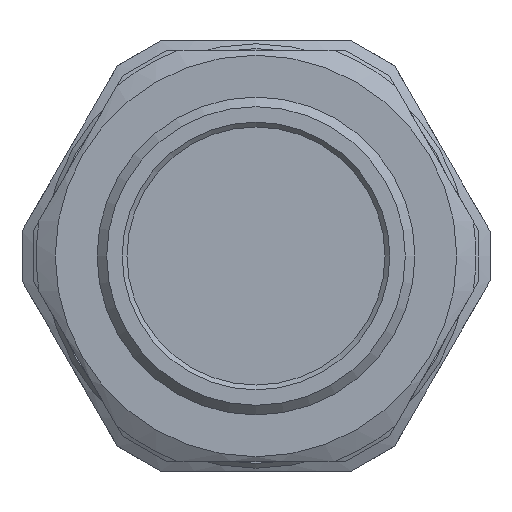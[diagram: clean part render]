
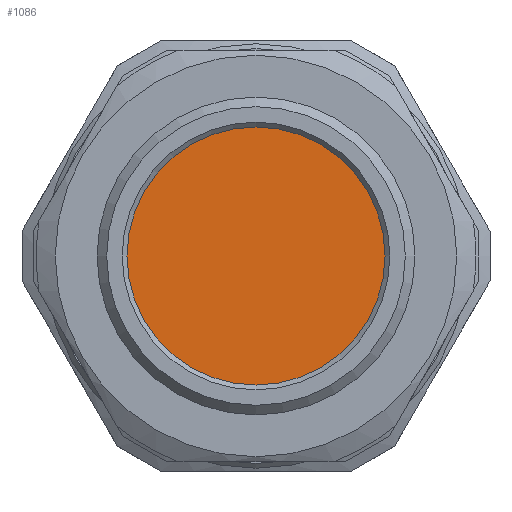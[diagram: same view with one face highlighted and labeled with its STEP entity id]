
A CAD part, front view. The second image highlights one B-rep face of the part: STEP entity #1086.
In plain terms, the highlighted planar face has unit normal (0, -1, 0).
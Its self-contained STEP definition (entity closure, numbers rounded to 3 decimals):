
#234=FACE_OUTER_BOUND('',#304,.T.);
#304=EDGE_LOOP('',(#708));
#380=CIRCLE('',#1182,13.5);
#428=VERTEX_POINT('',#1597);
#538=EDGE_CURVE('',#428,#428,#380,.T.);
#708=ORIENTED_EDGE('',*,*,#538,.T.);
#1047=PLANE('',#1181);
#1086=ADVANCED_FACE('',(#234),#1047,.F.);
#1181=AXIS2_PLACEMENT_3D('',#1596,#1305,#1306);
#1182=AXIS2_PLACEMENT_3D('',#1598,#1307,#1308);
#1305=DIRECTION('center_axis',(0.,1.,0.));
#1306=DIRECTION('ref_axis',(0.,0.,1.));
#1307=DIRECTION('center_axis',(0.,-1.,0.));
#1308=DIRECTION('ref_axis',(-1.,0.,0.));
#1596=CARTESIAN_POINT('Origin',(0.,17.5,0.));
#1597=CARTESIAN_POINT('',(13.5,17.5,0.));
#1598=CARTESIAN_POINT('Origin',(0.,17.5,0.));
